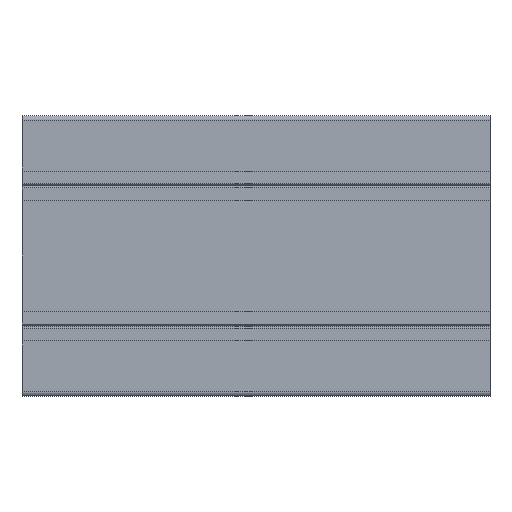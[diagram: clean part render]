
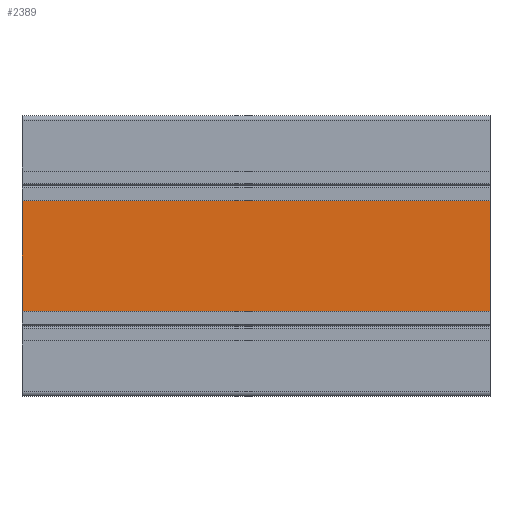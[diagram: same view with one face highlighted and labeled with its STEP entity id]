
A CAD part, front view. The second image highlights one B-rep face of the part: STEP entity #2389.
In plain terms, the highlighted planar face has unit normal (0, -1, 0).
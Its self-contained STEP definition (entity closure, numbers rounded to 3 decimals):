
#977 = CARTESIAN_POINT ( 'NONE',  ( 100., -30., 11.85 ) ) ;
#985 = FACE_OUTER_BOUND ( 'NONE', #6978, .T. ) ;
#986 = PLANE ( 'NONE',  #4348 ) ;
#988 = DIRECTION ( 'NONE',  ( 0., 1., 0. ) ) ;
#989 = DIRECTION ( 'NONE',  ( 0., 0., 1. ) ) ;
#2389 = ADVANCED_FACE ( 'NONE', ( #985 ), #986, .F. ) ;
#3003 = CARTESIAN_POINT ( 'NONE',  ( 100., -30., 11.85 ) ) ;
#3005 = CARTESIAN_POINT ( 'NONE',  ( 100., -30., -11.85 ) ) ;
#3035 = CARTESIAN_POINT ( 'NONE',  ( 0., -30., -11.85 ) ) ;
#3037 = CARTESIAN_POINT ( 'NONE',  ( 0., -30., 11.85 ) ) ;
#3352 = EDGE_CURVE ( 'NONE', #6865, #6899, #4666, .T. ) ;
#3354 = EDGE_CURVE ( 'NONE', #6899, #6897, #4677, .T. ) ;
#3355 = EDGE_CURVE ( 'NONE', #6865, #6867, #4680, .T. ) ;
#3362 = EDGE_CURVE ( 'NONE', #6867, #6897, #4701, .T. ) ;
#3574 = ORIENTED_EDGE ( 'NONE', *, *, #3352, .T. ) ;
#3657 = ORIENTED_EDGE ( 'NONE', *, *, #3354, .T. ) ;
#3664 = ORIENTED_EDGE ( 'NONE', *, *, #3355, .F. ) ;
#3665 = ORIENTED_EDGE ( 'NONE', *, *, #3362, .F. ) ;
#4348 = AXIS2_PLACEMENT_3D ( 'NONE', #977, #988, #989 ) ;
#4666 = LINE ( 'NONE', #4672, #5244 ) ;
#4672 = CARTESIAN_POINT ( 'NONE',  ( 100., -30., 11.85 ) ) ;
#4674 = DIRECTION ( 'NONE',  ( -1., 0., 0. ) ) ;
#4677 = LINE ( 'NONE', #4678, #5251 ) ;
#4678 = CARTESIAN_POINT ( 'NONE',  ( 0., -30., 11.85 ) ) ;
#4679 = DIRECTION ( 'NONE',  ( 0., 0., -1. ) ) ;
#4680 = LINE ( 'NONE', #4681, #5252 ) ;
#4681 = CARTESIAN_POINT ( 'NONE',  ( 100., -30., 11.85 ) ) ;
#4682 = DIRECTION ( 'NONE',  ( 0., 0., -1. ) ) ;
#4701 = LINE ( 'NONE', #4702, #5259 ) ;
#4702 = CARTESIAN_POINT ( 'NONE',  ( 100., -30., -11.85 ) ) ;
#4703 = DIRECTION ( 'NONE',  ( -1., 0., 0. ) ) ;
#5244 = VECTOR ( 'NONE', #4674, 1000. ) ;
#5251 = VECTOR ( 'NONE', #4679, 1000. ) ;
#5252 = VECTOR ( 'NONE', #4682, 1000. ) ;
#5259 = VECTOR ( 'NONE', #4703, 1000. ) ;
#6865 = VERTEX_POINT ( 'NONE', #3003 ) ;
#6867 = VERTEX_POINT ( 'NONE', #3005 ) ;
#6897 = VERTEX_POINT ( 'NONE', #3035 ) ;
#6899 = VERTEX_POINT ( 'NONE', #3037 ) ;
#6978 = EDGE_LOOP ( 'NONE', ( #3657, #3665, #3664, #3574 ) ) ;
